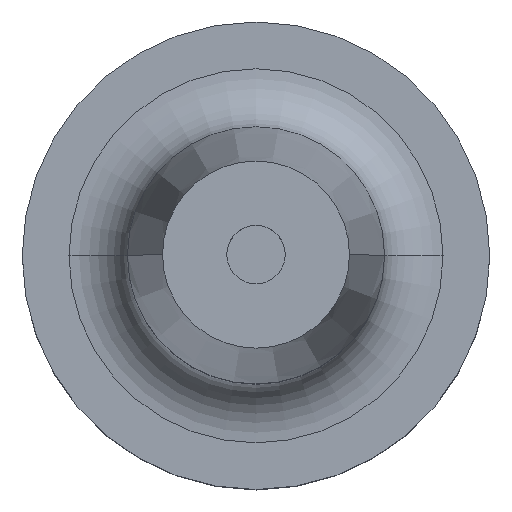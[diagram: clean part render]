
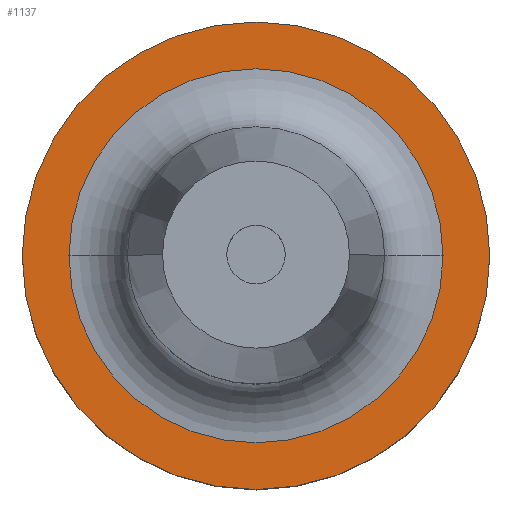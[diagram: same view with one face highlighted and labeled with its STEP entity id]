
A CAD part, top view. The second image highlights one B-rep face of the part: STEP entity #1137.
In plain terms, the highlighted planar face has unit normal (0, 0, 1).
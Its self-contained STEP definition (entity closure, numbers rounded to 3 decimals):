
#33 = ORIENTED_EDGE ( 'NONE', *, *, #84, .F. ) ;
#34 = DIRECTION ( 'NONE',  ( 0., 0., -1. ) ) ;
#57 = CARTESIAN_POINT ( 'NONE',  ( 0., 0., 20. ) ) ;
#69 = CIRCLE ( 'NONE', #511, 16. ) ;
#84 = EDGE_CURVE ( 'NONE', #458, #149, #493, .T. ) ;
#118 = DIRECTION ( 'NONE',  ( 0., 0., -1. ) ) ;
#149 = VERTEX_POINT ( 'NONE', #819 ) ;
#161 = CIRCLE ( 'NONE', #166, 16. ) ;
#166 = AXIS2_PLACEMENT_3D ( 'NONE', #57, #34, #1023 ) ;
#175 = EDGE_LOOP ( 'NONE', ( #820, #661 ) ) ;
#306 = DIRECTION ( 'NONE',  ( -1., 0., 0. ) ) ;
#358 = DIRECTION ( 'NONE',  ( 0., 0., -1. ) ) ;
#403 = CARTESIAN_POINT ( 'NONE',  ( 0., 0., 20. ) ) ;
#458 = VERTEX_POINT ( 'NONE', #512 ) ;
#459 = AXIS2_PLACEMENT_3D ( 'NONE', #1011, #358, #919 ) ;
#479 = AXIS2_PLACEMENT_3D ( 'NONE', #403, #957, #306 ) ;
#493 = CIRCLE ( 'NONE', #459, 20. ) ;
#511 = AXIS2_PLACEMENT_3D ( 'NONE', #680, #118, #587 ) ;
#512 = CARTESIAN_POINT ( 'NONE',  ( 20., 0., 20. ) ) ;
#515 = EDGE_CURVE ( 'NONE', #149, #458, #733, .T. ) ;
#527 = DIRECTION ( 'NONE',  ( 0., 0., -1. ) ) ;
#530 = PLANE ( 'NONE',  #858 ) ;
#551 = FACE_BOUND ( 'NONE', #175, .T. ) ;
#587 = DIRECTION ( 'NONE',  ( -1., 0., 0. ) ) ;
#600 = CARTESIAN_POINT ( 'NONE',  ( -16., 0., 20. ) ) ;
#661 = ORIENTED_EDGE ( 'NONE', *, *, #1085, .T. ) ;
#680 = CARTESIAN_POINT ( 'NONE',  ( 0., 0., 20. ) ) ;
#733 = CIRCLE ( 'NONE', #479, 20. ) ;
#791 = VERTEX_POINT ( 'NONE', #600 ) ;
#798 = EDGE_LOOP ( 'NONE', ( #1150, #33 ) ) ;
#819 = CARTESIAN_POINT ( 'NONE',  ( -20., 0., 20. ) ) ;
#820 = ORIENTED_EDGE ( 'NONE', *, *, #925, .T. ) ;
#858 = AXIS2_PLACEMENT_3D ( 'NONE', #986, #527, #1159 ) ;
#900 = CARTESIAN_POINT ( 'NONE',  ( 16., 0., 20. ) ) ;
#919 = DIRECTION ( 'NONE',  ( -1., 0., 0. ) ) ;
#925 = EDGE_CURVE ( 'NONE', #791, #1180, #69, .T. ) ;
#957 = DIRECTION ( 'NONE',  ( 0., 0., -1. ) ) ;
#986 = CARTESIAN_POINT ( 'NONE',  ( 0., 20., 20. ) ) ;
#1011 = CARTESIAN_POINT ( 'NONE',  ( 0., 0., 20. ) ) ;
#1023 = DIRECTION ( 'NONE',  ( -1., 0., 0. ) ) ;
#1035 = FACE_OUTER_BOUND ( 'NONE', #798, .T. ) ;
#1085 = EDGE_CURVE ( 'NONE', #1180, #791, #161, .T. ) ;
#1137 = ADVANCED_FACE ( 'NONE', ( #551, #1035 ), #530, .F. ) ;
#1150 = ORIENTED_EDGE ( 'NONE', *, *, #515, .F. ) ;
#1159 = DIRECTION ( 'NONE',  ( -1., 0., 0. ) ) ;
#1180 = VERTEX_POINT ( 'NONE', #900 ) ;
